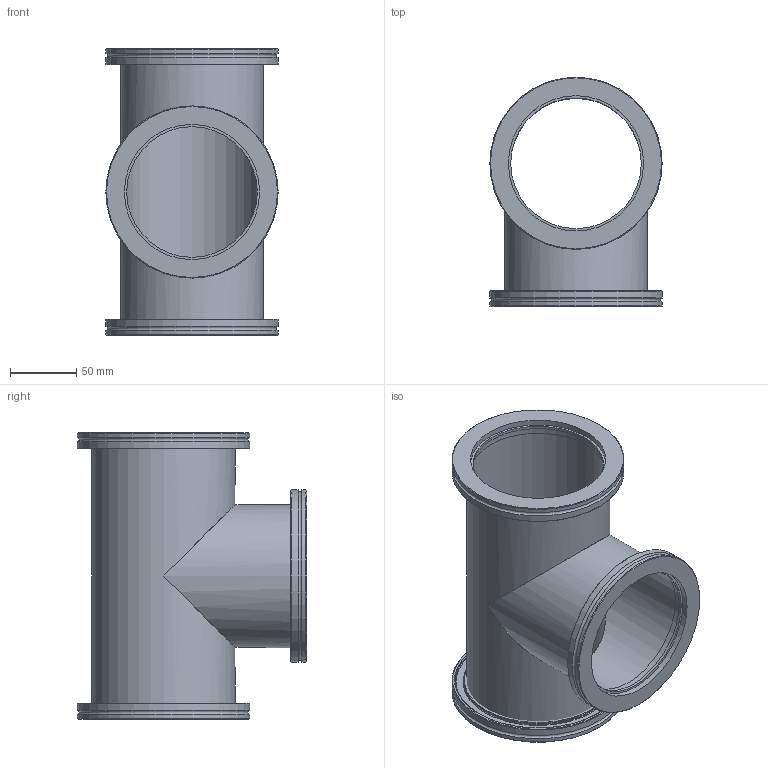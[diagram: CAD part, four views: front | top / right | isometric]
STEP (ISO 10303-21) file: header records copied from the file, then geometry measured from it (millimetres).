
FILE_DESCRIPTION(/* description */ (''),/* implementation_level */ '2;1');
FILE_NAME(/* name */ 'FL-T100LF.stp',/* time_stamp */ '2022-11-09T08:41:44Z',/* author */ ('Paul'),/* organization */ (''),/* preprocessor_version */ 'ST-DEVELOPER v19.2',/* originating_system */ 'Autodesk Inventor 2023',/* authorisation */ '');
FILE_SCHEMA (('AUTOMOTIVE_DESIGN { 1 0 10303 214 3 1 1 }'));
Length unit declared in the file: millimetre
Products named in the file (4): FL-T100LF; Tube1; Tube; FL-100LF-W
Assembly tree (5 placements, depth 2):
  FL-T100LF
    Tube1
    Tube
    FL-100LF-W  x3
Bounding box: 130 x 173 x 216 mm (x, y, z)
Volume: 404457.4 mm3; surface area: 227154 mm2
Topology: 5 solids, 5 shells, 71 faces, 150 edges, 98 vertices
Faces by surface type: plane 25, cylinder 25, torus 15, cone 6
Full cylindrical faces by diameter (mm): 98.55 x3, 101.5 x3, 102 x2, 102.1 x3, 108 x2, 112.5 x3, 125 x3, 130 x6
Entity records: 1045 total; most frequent: DIRECTION 193, CARTESIAN_POINT 148, ORIENTED_EDGE 132, AXIS2_PLACEMENT_3D 87, EDGE_CURVE 66, VERTEX_POINT 42, EDGE_LOOP 40, CIRCLE 39
